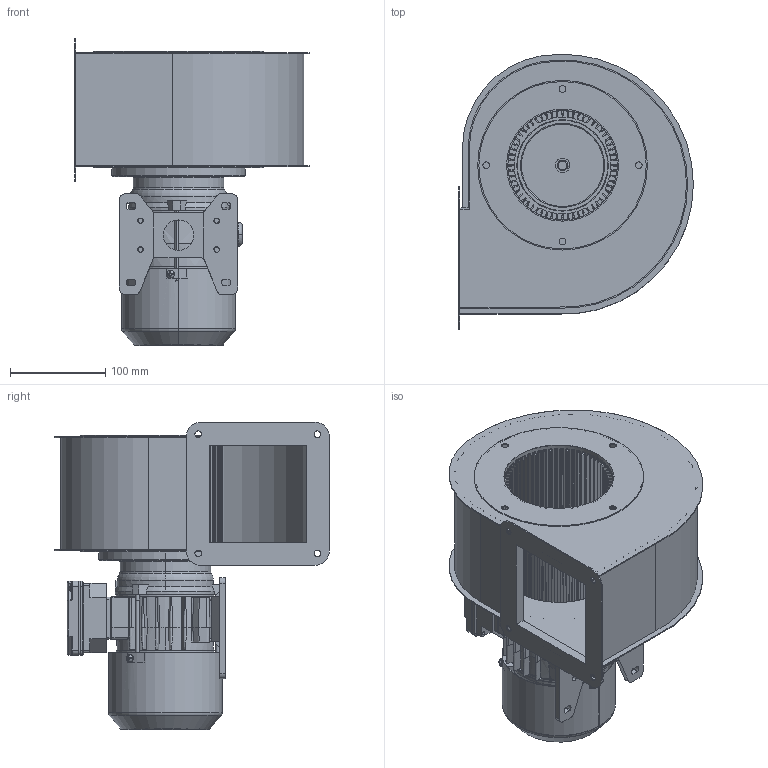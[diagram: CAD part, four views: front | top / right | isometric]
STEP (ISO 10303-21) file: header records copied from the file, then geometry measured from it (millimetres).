
FILE_DESCRIPTION (( 'STEP AP203' ), '1' );
FILE_NAME ('Assieme DIC 120.STEP', '2023-01-17T09:47:07', ( '' ), ( '' ), 'SwSTEP 2.0', 'SolidWorks 2022', '' );
FILE_SCHEMA (( 'CONFIG_CONTROL_DESIGN' ));
Products named in the file (3): Motore Gr.63 4 poli B35 IE3 - 2SIEL63-4B; Assieme DIC 120; DIC_120 AT
Assembly tree (2 placements, depth 2):
  Assieme DIC 120
    DIC_120 AT
    Motore Gr.63 4 poli B35 IE3 - 2SIEL63-4B
Bounding box: 246.21 x 288 x 322.5 mm (x, y, z)
Volume: 997596.6 mm3; surface area: 928830.6 mm2
Topology: 3 solids, 3 shells, 3758 faces, 9998 edges, 6099 vertices
Faces by surface type: plane 1627, cylinder 1191, torus 373, bspline 212, sphere 188, cone 167
Entity records: 128920 total; most frequent: CARTESIAN_POINT 38296, ORIENTED_EDGE 19240, DIRECTION 18786, EDGE_CURVE 9620, AXIS2_PLACEMENT_3D 7056, VERTEX_POINT 6045, VECTOR 4674, LINE 4674
